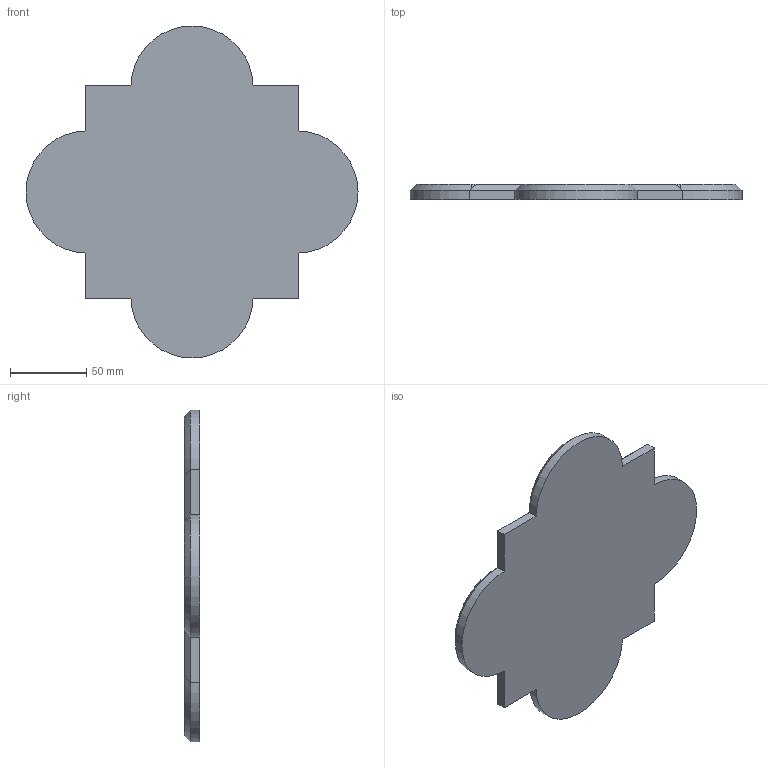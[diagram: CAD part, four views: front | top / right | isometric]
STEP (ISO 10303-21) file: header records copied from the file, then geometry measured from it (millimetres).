
FILE_DESCRIPTION (( 'STEP AP203' ), '1' );
FILE_NAME ('flaster small 1 cm.STEP', '2012-07-11T11:56:36', ( 'IVANKA_IM2' ), ( '' ), 'SwSTEP 2.0', 'SolidWorks 2012', '' );
FILE_SCHEMA (( 'CONFIG_CONTROL_DESIGN' ));
Length unit declared in the file: millimetre
Products named in the file (1): flaster small 1 cm
Bounding box: 217.5 x 10 x 217.5 mm (x, y, z)
Volume: 283658.2 mm3; surface area: 64575.7 mm2
Topology: 1 solids, 1 shells, 102 faces, 275 edges, 175 vertices
Faces by surface type: cylinder 37, torus 30, plane 22, cone 9, bspline 4
Entity records: 5229 total; most frequent: CARTESIAN_POINT 2701, ORIENTED_EDGE 542, DIRECTION 494, EDGE_CURVE 271, AXIS2_PLACEMENT_3D 192, VERTEX_POINT 175, VECTOR 110, LINE 110
